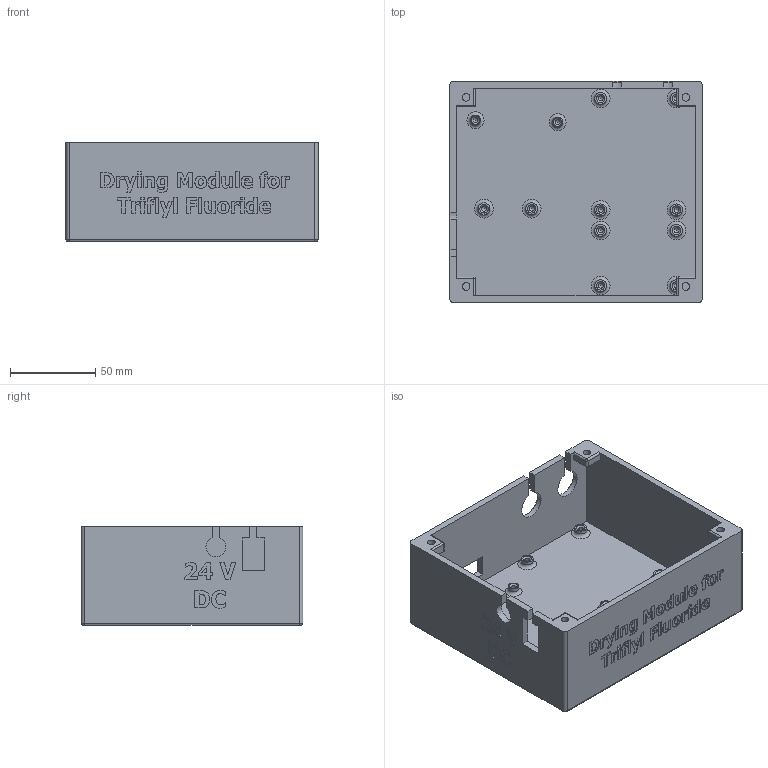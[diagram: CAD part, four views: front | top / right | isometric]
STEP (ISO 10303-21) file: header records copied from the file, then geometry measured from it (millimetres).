
FILE_DESCRIPTION(/* description */ (''),/* implementation_level */ '2;1');
FILE_NAME(/* name */ '15 - Case control unit.stp',/* time_stamp */ '2023-06-26T15:44:22+02:00',/* author */ ('3D'),/* organization */ (''),/* preprocessor_version */ 'ST-DEVELOPER v18.1',/* originating_system */ 'Autodesk Inventor 2022',/* authorisation */ '');
FILE_SCHEMA (('AUTOMOTIVE_DESIGN { 1 0 10303 214 3 1 1 }'));
Length unit declared in the file: millimetre
Products named in the file (1): Gehäuse Unterteil
Bounding box: 148 x 130 x 58 mm (x, y, z)
Volume: 176343.7 mm3; surface area: 100879.3 mm2
Topology: 1 solids, 1 shells, 687 faces, 1810 edges, 1194 vertices
Faces by surface type: plane 383, bspline 211, cylinder 53, cone 24, torus 12, sphere 4
Full cylindrical faces by diameter (mm): 3 x12, 4.5 x4, 6 x2, 7 x10
Entity records: 22740 total; most frequent: CARTESIAN_POINT 7030, ORIENTED_EDGE 3596, DIRECTION 2508, EDGE_CURVE 1798, LINE 1214, VECTOR 1214, VERTEX_POINT 1194, EDGE_LOOP 770
